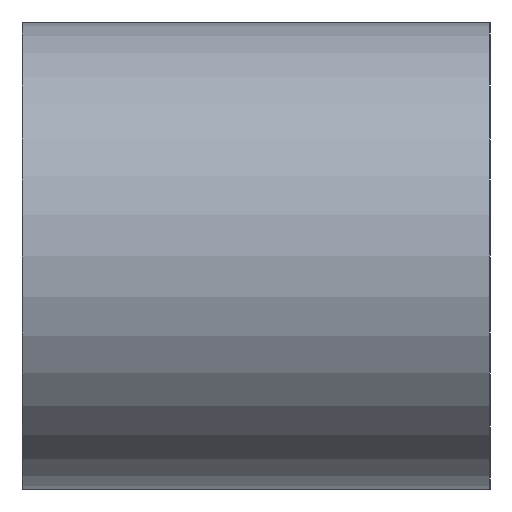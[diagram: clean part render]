
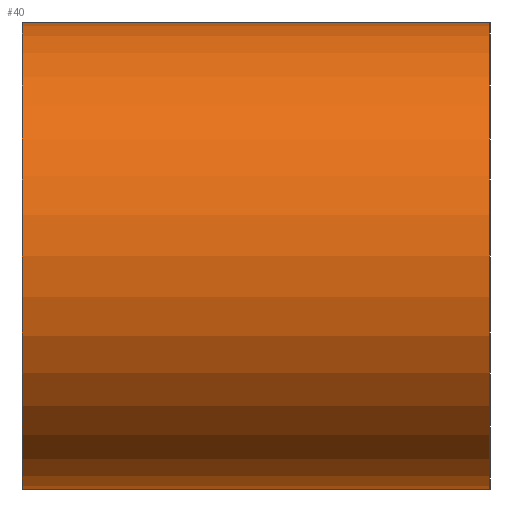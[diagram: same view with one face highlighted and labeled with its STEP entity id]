
A CAD part, left-side view. The second image highlights one B-rep face of the part: STEP entity #40.
In plain terms, the highlighted cylindrical face has radius 1.5 mm (diameter 3 mm), a partial arc.
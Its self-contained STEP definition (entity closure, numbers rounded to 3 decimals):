
#40 = ADVANCED_FACE( '', ( #74 ), #75, .T. );
#74 = FACE_OUTER_BOUND( '', #99, .T. );
#75 = CYLINDRICAL_SURFACE( '', #100, 1.5 );
#99 = EDGE_LOOP( '', ( #143, #144, #145, #146 ) );
#100 = AXIS2_PLACEMENT_3D( '', #147, #148, #149 );
#143 = ORIENTED_EDGE( '', *, *, #166, .T. );
#144 = ORIENTED_EDGE( '', *, *, #154, .F. );
#145 = ORIENTED_EDGE( '', *, *, #164, .F. );
#146 = ORIENTED_EDGE( '', *, *, #161, .T. );
#147 = CARTESIAN_POINT( '', ( -11., 1.5, 0. ) );
#148 = DIRECTION( '', ( 0., 1., 0. ) );
#149 = DIRECTION( '', ( 0., 0., -1. ) );
#154 = EDGE_CURVE( '', #174, #169, #176, .T. );
#161 = EDGE_CURVE( '', #186, #184, #187, .T. );
#164 = EDGE_CURVE( '', #186, #174, #190, .T. );
#166 = EDGE_CURVE( '', #184, #169, #192, .T. );
#169 = VERTEX_POINT( '', #195 );
#174 = VERTEX_POINT( '', #202 );
#176 = LINE( '', #205, #206 );
#184 = VERTEX_POINT( '', #215 );
#186 = VERTEX_POINT( '', #218 );
#187 = LINE( '', #219, #220 );
#190 = CIRCLE( '', #224, 1.5 );
#192 = CIRCLE( '', #226, 1.5 );
#195 = CARTESIAN_POINT( '', ( -11., -1.5, 1.5 ) );
#202 = CARTESIAN_POINT( '', ( -11., 1.5, 1.5 ) );
#205 = CARTESIAN_POINT( '', ( -11., 1.5, 1.5 ) );
#206 = VECTOR( '', #231, 1000. );
#215 = CARTESIAN_POINT( '', ( -11., -1.5, -1.5 ) );
#218 = CARTESIAN_POINT( '', ( -11., 1.5, -1.5 ) );
#219 = CARTESIAN_POINT( '', ( -11., 1.5, -1.5 ) );
#220 = VECTOR( '', #240, 1000. );
#224 = AXIS2_PLACEMENT_3D( '', #242, #243, #244 );
#226 = AXIS2_PLACEMENT_3D( '', #245, #246, #247 );
#231 = DIRECTION( '', ( 0., -1., 0. ) );
#240 = DIRECTION( '', ( 0., -1., 0. ) );
#242 = CARTESIAN_POINT( '', ( -11., 1.5, 0. ) );
#243 = DIRECTION( '', ( 0., 1., 0. ) );
#244 = DIRECTION( '', ( 1., 0., 0. ) );
#245 = CARTESIAN_POINT( '', ( -11., -1.5, 0. ) );
#246 = DIRECTION( '', ( 0., 1., 0. ) );
#247 = DIRECTION( '', ( 1., 0., 0. ) );
